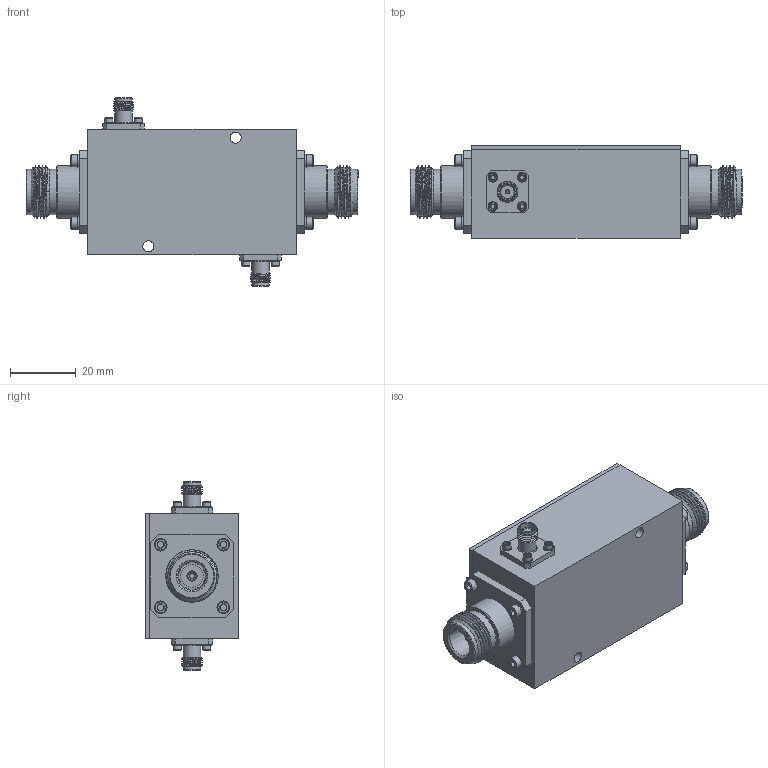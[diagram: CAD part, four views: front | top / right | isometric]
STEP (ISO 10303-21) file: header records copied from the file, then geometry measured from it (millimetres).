
FILE_DESCRIPTION (( 'STEP AP203' ), '1' );
FILE_NAME ('FMCP1011_3D.step', '2022-10-13T19:22:42', ( '' ), ( '' ), 'SwSTEP 2.0', 'SolidWorks 2021', '' );
FILE_SCHEMA (( 'CONFIG_CONTROL_DESIGN' ));
Products named in the file (1): FMCP1011_3D
Bounding box: 100.9 x 28.19 x 57.25 mm (x, y, z)
Volume: 76632.5 mm3; surface area: 15948.8 mm2
Topology: 1 solids, 10 shells, 1328 faces, 3234 edges, 2089 vertices
Faces by surface type: plane 712, bspline 228, cone 218, cylinder 168, torus 2
Full cylindrical faces by diameter (mm): 1.016 x2, 1.27 x4, 1.524 x26, 1.542 x1, 1.854 x10, 2.438 x8, 2.946 x8, 3.048 x2, 3.302 x2, 3.658 x8, 3.856 x8, 4.064 x9, 4.521 x2, 5.08 x2, 5.334 x4, 6.985 x2, 13.716 x4, 15.875 x2
Entity records: 65144 total; most frequent: CARTESIAN_POINT 37953, ORIENTED_EDGE 5882, DIRECTION 4632, EDGE_CURVE 2941, VERTEX_POINT 1976, EDGE_LOOP 1645, AXIS2_PLACEMENT_3D 1598, LINE 1436
